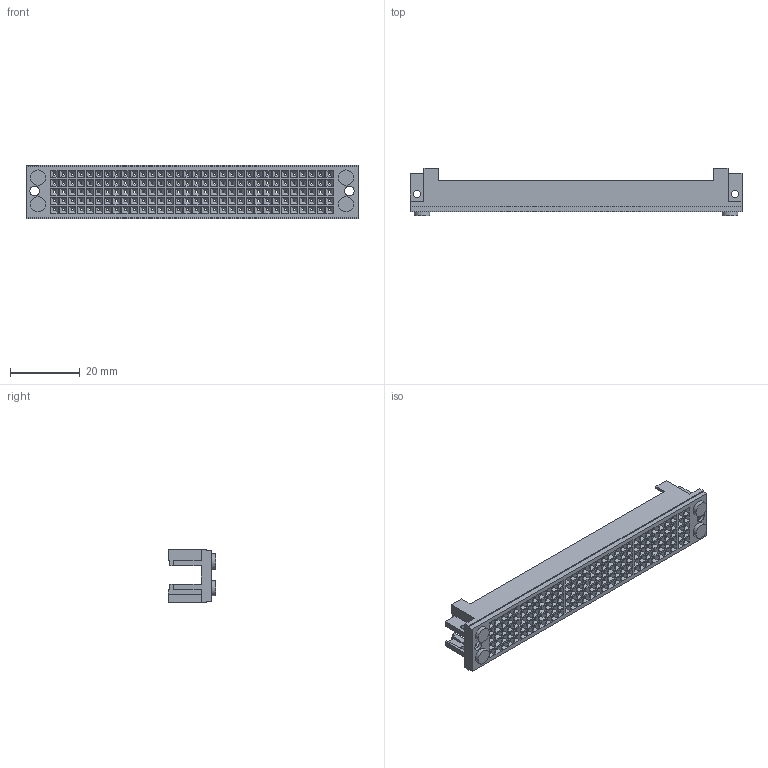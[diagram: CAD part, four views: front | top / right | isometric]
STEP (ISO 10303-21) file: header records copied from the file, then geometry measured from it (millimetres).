
FILE_DESCRIPTION(/* description */ (''),/* implementation_level */ '2;1');
FILE_NAME(/* name */ '100070206ugm000_c.stp',/* time_stamp */ '2016-12-07T08:23:34+01:00',/* author */ (''),/* organization */ (''),/* preprocessor_version */ 'ST-DEVELOPER v16',/* originating_system */ 'SIEMENS PLM Software NX 10.0',/* authorisation */ '');
FILE_SCHEMA (('AUTOMOTIVE_DESIGN { 1 0 10303 214 3 1 1 1 }'));
Length unit declared in the file: millimetre
Products named in the file (1): 100070206ugm000_c
Bounding box: 95 x 13.7 x 15.4 mm (x, y, z)
Volume: 5002.5 mm3; surface area: 7553.8 mm2
Topology: 1 solids, 1 shells, 900 faces, 2688 edges, 1795 vertices
Faces by surface type: plane 726, cylinder 174
Full cylindrical faces by diameter (mm): 0.7 x160, 2.1 x4, 2.8 x2, 4.4 x4
Entity records: 30419 total; most frequent: DIRECTION 5294, CARTESIAN_POINT 5226, ORIENTED_EDGE 5024, EDGE_CURVE 2512, AXIS2_PLACEMENT_3D 1885, VERTEX_POINT 1788, LINE 1524, VECTOR 1524
